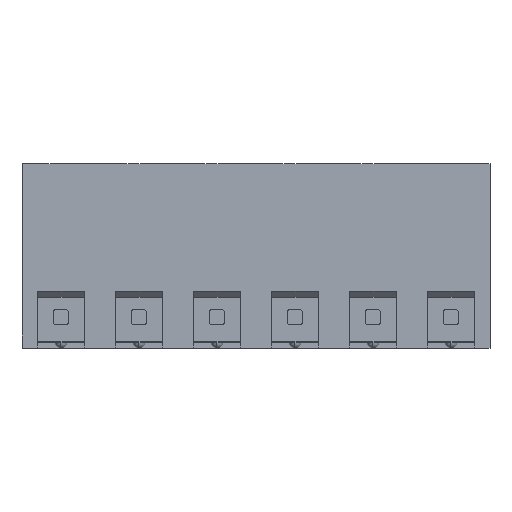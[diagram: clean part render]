
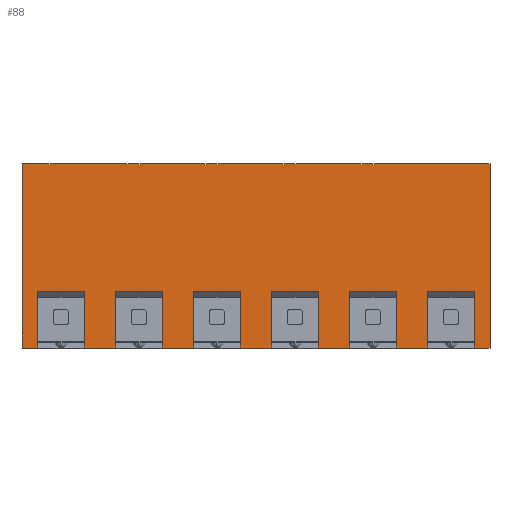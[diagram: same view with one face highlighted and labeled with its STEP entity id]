
A CAD part, top view. The second image highlights one B-rep face of the part: STEP entity #88.
In plain terms, the highlighted planar face has unit normal (0, 0, 1).
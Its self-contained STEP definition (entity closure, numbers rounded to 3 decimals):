
#88=ADVANCED_FACE('',(#496),#497,.T.);
#496=FACE_OUTER_BOUND('',#1308,.T.);
#497=PLANE('',#1309);
#1308=EDGE_LOOP('',(#2185,#2186,#2187,#2188,#2189,#2190,#2191,#2192,#2193,#2194,#2195,#2196,#2197,#2198,#2199,#2200,#2201,#2202,#2203,#2204,#2205,#2206,#2207,#2208,#2209,#2210,#2211,#2212));
#1309=AXIS2_PLACEMENT_3D('',#2213,#2214,#2215);
#2185=ORIENTED_EDGE('',*,*,#5476,.F.);
#2186=ORIENTED_EDGE('',*,*,#5477,.F.);
#2187=ORIENTED_EDGE('',*,*,#5478,.F.);
#2188=ORIENTED_EDGE('',*,*,#5479,.F.);
#2189=ORIENTED_EDGE('',*,*,#5480,.T.);
#2190=ORIENTED_EDGE('',*,*,#5475,.F.);
#2191=ORIENTED_EDGE('',*,*,#5481,.F.);
#2192=ORIENTED_EDGE('',*,*,#5482,.F.);
#2193=ORIENTED_EDGE('',*,*,#5483,.T.);
#2194=ORIENTED_EDGE('',*,*,#5484,.F.);
#2195=ORIENTED_EDGE('',*,*,#5485,.F.);
#2196=ORIENTED_EDGE('',*,*,#5486,.F.);
#2197=ORIENTED_EDGE('',*,*,#5487,.T.);
#2198=ORIENTED_EDGE('',*,*,#5488,.F.);
#2199=ORIENTED_EDGE('',*,*,#5489,.F.);
#2200=ORIENTED_EDGE('',*,*,#5490,.F.);
#2201=ORIENTED_EDGE('',*,*,#5491,.T.);
#2202=ORIENTED_EDGE('',*,*,#5492,.F.);
#2203=ORIENTED_EDGE('',*,*,#5493,.F.);
#2204=ORIENTED_EDGE('',*,*,#5494,.F.);
#2205=ORIENTED_EDGE('',*,*,#5495,.T.);
#2206=ORIENTED_EDGE('',*,*,#5496,.F.);
#2207=ORIENTED_EDGE('',*,*,#5497,.F.);
#2208=ORIENTED_EDGE('',*,*,#5498,.F.);
#2209=ORIENTED_EDGE('',*,*,#5499,.T.);
#2210=ORIENTED_EDGE('',*,*,#5500,.F.);
#2211=ORIENTED_EDGE('',*,*,#5501,.T.);
#2212=ORIENTED_EDGE('',*,*,#5502,.T.);
#2213=CARTESIAN_POINT('',(0.0,12.0,0.0));
#2214=DIRECTION('',(0.0,0.0,1.0));
#2215=DIRECTION('',(1.0,-0.0,0.0));
#5475=EDGE_CURVE('',#6599,#6595,#6601,.T.);
#5476=EDGE_CURVE('',#6602,#6603,#6604,.T.);
#5477=EDGE_CURVE('',#6605,#6602,#6606,.T.);
#5478=EDGE_CURVE('',#6607,#6605,#6608,.T.);
#5479=EDGE_CURVE('',#6609,#6607,#6610,.T.);
#5480=EDGE_CURVE('',#6609,#6595,#6611,.T.);
#5481=EDGE_CURVE('',#6612,#6599,#6613,.T.);
#5482=EDGE_CURVE('',#6614,#6612,#6615,.T.);
#5483=EDGE_CURVE('',#6614,#6616,#6617,.T.);
#5484=EDGE_CURVE('',#6618,#6616,#6619,.T.);
#5485=EDGE_CURVE('',#6620,#6618,#6621,.T.);
#5486=EDGE_CURVE('',#6622,#6620,#6623,.T.);
#5487=EDGE_CURVE('',#6622,#6624,#6625,.T.);
#5488=EDGE_CURVE('',#6626,#6624,#6627,.T.);
#5489=EDGE_CURVE('',#6628,#6626,#6629,.T.);
#5490=EDGE_CURVE('',#6630,#6628,#6631,.T.);
#5491=EDGE_CURVE('',#6630,#6632,#6633,.T.);
#5492=EDGE_CURVE('',#6634,#6632,#6635,.T.);
#5493=EDGE_CURVE('',#6636,#6634,#6637,.T.);
#5494=EDGE_CURVE('',#6638,#6636,#6639,.T.);
#5495=EDGE_CURVE('',#6638,#6640,#6641,.T.);
#5496=EDGE_CURVE('',#6642,#6640,#6643,.T.);
#5497=EDGE_CURVE('',#6644,#6642,#6645,.T.);
#5498=EDGE_CURVE('',#6646,#6644,#6647,.T.);
#5499=EDGE_CURVE('',#6646,#6648,#6649,.T.);
#5500=EDGE_CURVE('',#6650,#6648,#6651,.T.);
#5501=EDGE_CURVE('',#6650,#6652,#6653,.T.);
#5502=EDGE_CURVE('',#6652,#6603,#6654,.T.);
#6595=VERTEX_POINT('',#8375);
#6599=VERTEX_POINT('',#8381);
#6601=LINE('',#8384,#8385);
#6602=VERTEX_POINT('',#8386);
#6603=VERTEX_POINT('',#8387);
#6604=LINE('',#8388,#8389);
#6605=VERTEX_POINT('',#8390);
#6606=LINE('',#8391,#8392);
#6607=VERTEX_POINT('',#8393);
#6608=LINE('',#8394,#8395);
#6609=VERTEX_POINT('',#8396);
#6610=LINE('',#8397,#8398);
#6611=LINE('',#8399,#8400);
#6612=VERTEX_POINT('',#8401);
#6613=LINE('',#8402,#8403);
#6614=VERTEX_POINT('',#8404);
#6615=LINE('',#8405,#8406);
#6616=VERTEX_POINT('',#8407);
#6617=LINE('',#8408,#8409);
#6618=VERTEX_POINT('',#8410);
#6619=LINE('',#8411,#8412);
#6620=VERTEX_POINT('',#8413);
#6621=LINE('',#8414,#8415);
#6622=VERTEX_POINT('',#8416);
#6623=LINE('',#8417,#8418);
#6624=VERTEX_POINT('',#8419);
#6625=LINE('',#8420,#8421);
#6626=VERTEX_POINT('',#8422);
#6627=LINE('',#8423,#8424);
#6628=VERTEX_POINT('',#8425);
#6629=LINE('',#8426,#8427);
#6630=VERTEX_POINT('',#8428);
#6631=LINE('',#8429,#8430);
#6632=VERTEX_POINT('',#8431);
#6633=LINE('',#8432,#8433);
#6634=VERTEX_POINT('',#8434);
#6635=LINE('',#8435,#8436);
#6636=VERTEX_POINT('',#8437);
#6637=LINE('',#8438,#8439);
#6638=VERTEX_POINT('',#8440);
#6639=LINE('',#8441,#8442);
#6640=VERTEX_POINT('',#8443);
#6641=LINE('',#8444,#8445);
#6642=VERTEX_POINT('',#8446);
#6643=LINE('',#8447,#8448);
#6644=VERTEX_POINT('',#8449);
#6645=LINE('',#8450,#8451);
#6646=VERTEX_POINT('',#8452);
#6647=LINE('',#8453,#8454);
#6648=VERTEX_POINT('',#8455);
#6649=LINE('',#8456,#8457);
#6650=VERTEX_POINT('',#8458);
#6651=LINE('',#8459,#8460);
#6652=VERTEX_POINT('',#8461);
#6653=LINE('',#8462,#8463);
#6654=LINE('',#8464,#8465);
#8375=CARTESIAN_POINT('',(5.04,0.0,0.0));
#8381=CARTESIAN_POINT('',(7.12,0.0,0.0));
#8384=CARTESIAN_POINT('',(7.12,0.0,0.0));
#8385=VECTOR('',#11005,2.08);
#8386=CARTESIAN_POINT('',(1.0,0.0,0.0));
#8387=CARTESIAN_POINT('',(1.0,12.0,0.0));
#8388=CARTESIAN_POINT('',(1.0,0.0,0.0));
#8389=VECTOR('',#11006,12.0);
#8390=CARTESIAN_POINT('',(2.04,0.0,0.0));
#8391=CARTESIAN_POINT('',(2.04,0.0,0.0));
#8392=VECTOR('',#11007,1.04);
#8393=CARTESIAN_POINT('',(2.04,3.7,0.0));
#8394=CARTESIAN_POINT('',(2.04,3.7,0.0));
#8395=VECTOR('',#11008,3.7);
#8396=CARTESIAN_POINT('',(5.04,3.7,0.0));
#8397=CARTESIAN_POINT('',(5.04,3.7,0.0));
#8398=VECTOR('',#11009,3.0);
#8399=CARTESIAN_POINT('',(5.04,3.7,0.0));
#8400=VECTOR('',#11010,3.7);
#8401=CARTESIAN_POINT('',(7.12,3.7,0.0));
#8402=CARTESIAN_POINT('',(7.12,3.7,0.0));
#8403=VECTOR('',#11011,3.7);
#8404=CARTESIAN_POINT('',(10.12,3.7,0.0));
#8405=CARTESIAN_POINT('',(10.12,3.7,0.0));
#8406=VECTOR('',#11012,3.0);
#8407=CARTESIAN_POINT('',(10.12,0.0,0.0));
#8408=CARTESIAN_POINT('',(10.12,3.7,0.0));
#8409=VECTOR('',#11013,3.7);
#8410=CARTESIAN_POINT('',(12.2,0.0,0.0));
#8411=CARTESIAN_POINT('',(12.2,0.0,0.0));
#8412=VECTOR('',#11014,2.08);
#8413=CARTESIAN_POINT('',(12.2,3.7,0.0));
#8414=CARTESIAN_POINT('',(12.2,3.7,0.0));
#8415=VECTOR('',#11015,3.7);
#8416=CARTESIAN_POINT('',(15.2,3.7,0.0));
#8417=CARTESIAN_POINT('',(15.2,3.7,0.0));
#8418=VECTOR('',#11016,3.0);
#8419=CARTESIAN_POINT('',(15.2,0.0,0.0));
#8420=CARTESIAN_POINT('',(15.2,3.7,0.0));
#8421=VECTOR('',#11017,3.7);
#8422=CARTESIAN_POINT('',(17.28,0.0,0.0));
#8423=CARTESIAN_POINT('',(17.28,0.0,0.0));
#8424=VECTOR('',#11018,2.08);
#8425=CARTESIAN_POINT('',(17.28,3.7,0.0));
#8426=CARTESIAN_POINT('',(17.28,3.7,0.0));
#8427=VECTOR('',#11019,3.7);
#8428=CARTESIAN_POINT('',(20.28,3.7,0.0));
#8429=CARTESIAN_POINT('',(20.28,3.7,0.0));
#8430=VECTOR('',#11020,3.0);
#8431=CARTESIAN_POINT('',(20.28,0.0,0.0));
#8432=CARTESIAN_POINT('',(20.28,3.7,0.0));
#8433=VECTOR('',#11021,3.7);
#8434=CARTESIAN_POINT('',(22.36,0.0,0.0));
#8435=CARTESIAN_POINT('',(22.36,0.0,0.0));
#8436=VECTOR('',#11022,2.08);
#8437=CARTESIAN_POINT('',(22.36,3.7,0.0));
#8438=CARTESIAN_POINT('',(22.36,3.7,0.0));
#8439=VECTOR('',#11023,3.7);
#8440=CARTESIAN_POINT('',(25.36,3.7,0.0));
#8441=CARTESIAN_POINT('',(25.36,3.7,0.0));
#8442=VECTOR('',#11024,3.0);
#8443=CARTESIAN_POINT('',(25.36,0.0,0.0));
#8444=CARTESIAN_POINT('',(25.36,3.7,0.0));
#8445=VECTOR('',#11025,3.7);
#8446=CARTESIAN_POINT('',(27.44,0.0,0.0));
#8447=CARTESIAN_POINT('',(27.44,0.0,0.0));
#8448=VECTOR('',#11026,2.08);
#8449=CARTESIAN_POINT('',(27.44,3.7,0.0));
#8450=CARTESIAN_POINT('',(27.44,3.7,0.0));
#8451=VECTOR('',#11027,3.7);
#8452=CARTESIAN_POINT('',(30.44,3.7,0.0));
#8453=CARTESIAN_POINT('',(30.44,3.7,0.0));
#8454=VECTOR('',#11028,3.0);
#8455=CARTESIAN_POINT('',(30.44,0.0,0.0));
#8456=CARTESIAN_POINT('',(30.44,3.7,0.0));
#8457=VECTOR('',#11029,3.7);
#8458=CARTESIAN_POINT('',(31.48,0.0,0.0));
#8459=CARTESIAN_POINT('',(31.48,0.0,0.0));
#8460=VECTOR('',#11030,1.04);
#8461=CARTESIAN_POINT('',(31.48,12.0,0.0));
#8462=CARTESIAN_POINT('',(31.48,0.0,0.0));
#8463=VECTOR('',#11031,12.0);
#8464=CARTESIAN_POINT('',(31.48,12.0,0.0));
#8465=VECTOR('',#11032,30.48);
#11005=DIRECTION('',(-1.0,0.0,0.0));
#11006=DIRECTION('',(0.0,1.0,0.0));
#11007=DIRECTION('',(-1.0,0.0,0.0));
#11008=DIRECTION('',(0.0,-1.0,0.0));
#11009=DIRECTION('',(-1.0,0.0,0.0));
#11010=DIRECTION('',(0.0,-1.0,0.0));
#11011=DIRECTION('',(0.0,-1.0,0.0));
#11012=DIRECTION('',(-1.0,0.0,0.0));
#11013=DIRECTION('',(0.0,-1.0,0.0));
#11014=DIRECTION('',(-1.0,0.0,0.0));
#11015=DIRECTION('',(0.0,-1.0,0.0));
#11016=DIRECTION('',(-1.0,0.0,0.0));
#11017=DIRECTION('',(0.0,-1.0,0.0));
#11018=DIRECTION('',(-1.0,0.0,0.0));
#11019=DIRECTION('',(0.0,-1.0,0.0));
#11020=DIRECTION('',(-1.0,0.0,0.0));
#11021=DIRECTION('',(0.0,-1.0,0.0));
#11022=DIRECTION('',(-1.0,0.0,0.0));
#11023=DIRECTION('',(0.0,-1.0,0.0));
#11024=DIRECTION('',(-1.0,0.0,0.0));
#11025=DIRECTION('',(0.0,-1.0,0.0));
#11026=DIRECTION('',(-1.0,0.0,0.0));
#11027=DIRECTION('',(0.0,-1.0,0.0));
#11028=DIRECTION('',(-1.0,0.0,0.0));
#11029=DIRECTION('',(0.0,-1.0,0.0));
#11030=DIRECTION('',(-1.0,0.0,0.0));
#11031=DIRECTION('',(0.0,1.0,0.0));
#11032=DIRECTION('',(-1.0,0.0,0.0));
